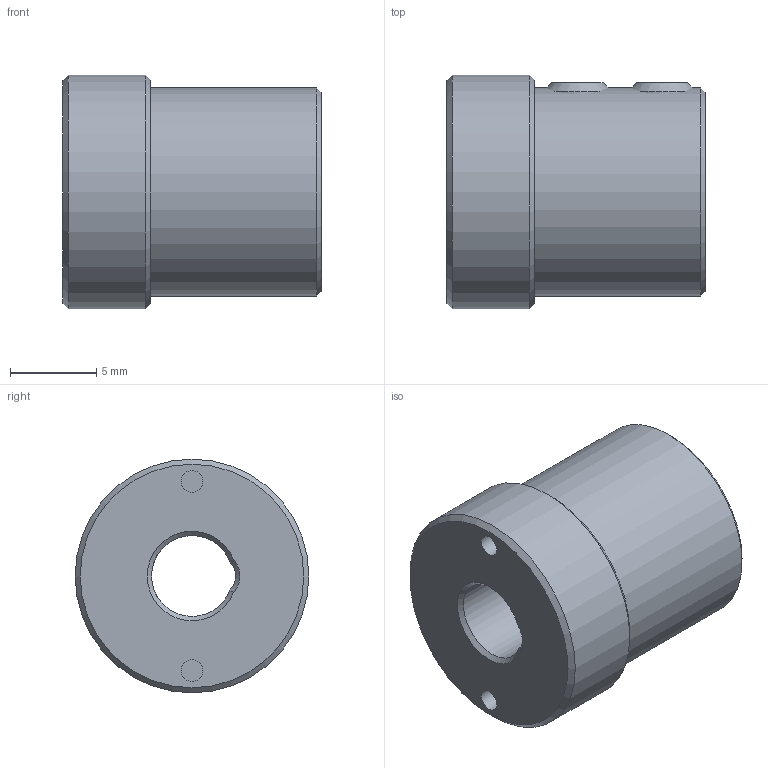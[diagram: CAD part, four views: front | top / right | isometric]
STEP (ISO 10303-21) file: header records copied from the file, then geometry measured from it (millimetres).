
FILE_DESCRIPTION (( 'STEP AP203' ), '1' );
FILE_NAME ('528500.STEP', '2024-04-29T02:15:28', ( 'Windows User' ), ( 'P R C' ), 'SwSTEP 2.0', 'SolidWorks 2020', '' );
FILE_SCHEMA (( 'CONFIG_CONTROL_DESIGN' ));
Length unit declared in the file: millimetre
Products named in the file (1): 528500
Bounding box: 15 x 13.59 x 13.59 mm (x, y, z)
Volume: 1641.2 mm3; surface area: 1245.2 mm2
Topology: 3 solids, 3 shells, 54 faces, 114 edges, 73 vertices
Faces by surface type: plane 25, cylinder 14, cone 13, bspline 2
Full cylindrical faces by diameter (mm): 1.27 x4, 2.5 x2, 3 x2, 4 x2, 12.1 x1, 13.59 x1
Entity records: 3521 total; most frequent: CARTESIAN_POINT 2435, DIRECTION 202, ORIENTED_EDGE 166, EDGE_LOOP 90, AXIS2_PLACEMENT_3D 88, EDGE_CURVE 83, FACE_OUTER_BOUND 68, VERTEX_POINT 65
